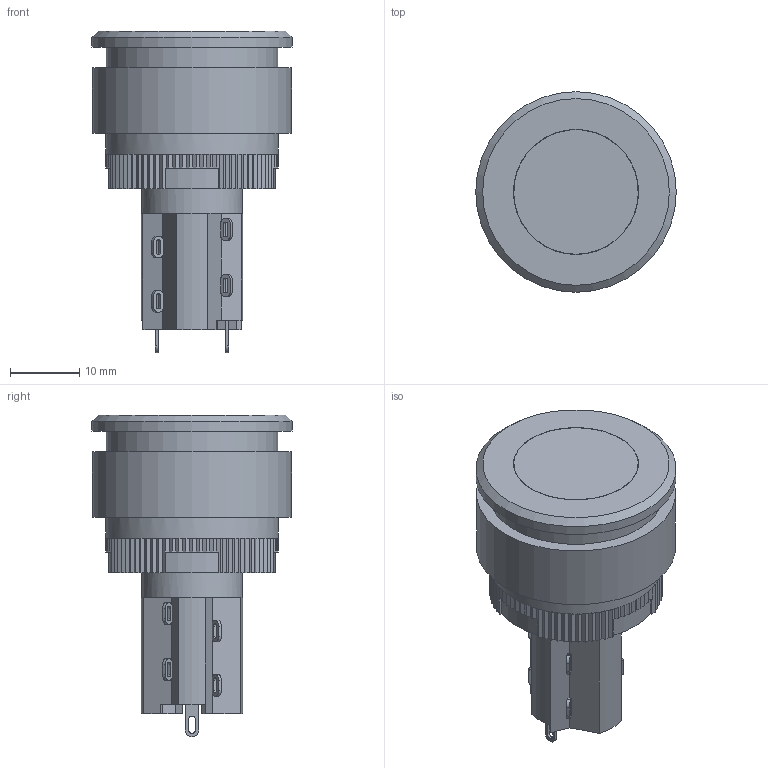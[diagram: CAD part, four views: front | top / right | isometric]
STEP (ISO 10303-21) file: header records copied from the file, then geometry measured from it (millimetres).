
FILE_DESCRIPTION((' '),'2;1');
FILE_NAME('LASxxV32xxxxxxx.stp','2017-08-02T10:10:06',(' '),(' '),' ','ACIS',' ');
FILE_SCHEMA(('CONFIG_CONTROL_DESIGN'));
Length unit declared in the file: inch
Products named in the file (1): LASxxV32xxxxxxx.stp
Bounding box: 29 x 29 x 46.53 mm (x, y, z)
Volume: 12533.8 mm3; surface area: 10390.4 mm2
Topology: 1 solids, 6 shells, 696 faces, 1935 edges, 1284 vertices
Faces by surface type: plane 512, cylinder 115, bspline 55, cone 7, torus 5, sphere 2
Full cylindrical faces by diameter (mm): 3.2 x2, 3.5 x1, 5.7 x2, 7 x1, 13 x2, 14 x1, 14.5 x2, 14.6 x1, 18 x1, 18.1 x1, 18.3 x1, 20 x1, 20.917 x1, 21.5 x2, 23 x2, 24.8 x1, 25 x2, 25.4 x1, 28.8 x1, 29 x1
Entity records: 22357 total; most frequent: CARTESIAN_POINT 4554, ORIENTED_EDGE 3756, DIRECTION 3506, EDGE_CURVE 1878, VECTOR 1320, LINE 1320, VERTEX_POINT 1268, AXIS2_PLACEMENT_3D 1093
